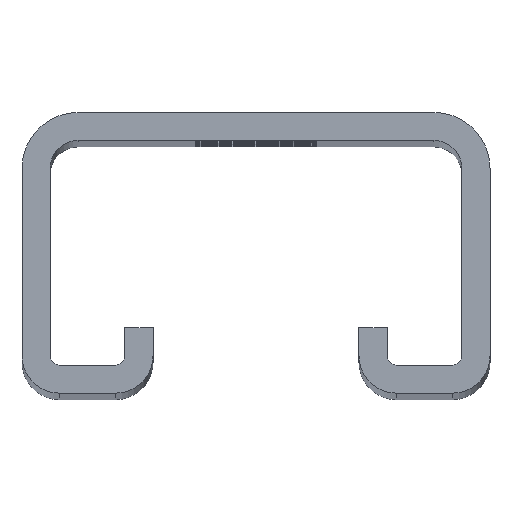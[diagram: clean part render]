
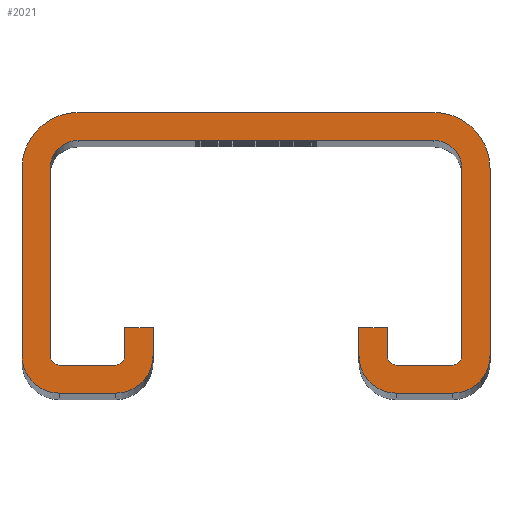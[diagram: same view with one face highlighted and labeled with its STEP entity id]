
A CAD part, top view. The second image highlights one B-rep face of the part: STEP entity #2021.
In plain terms, the highlighted planar face has unit normal (0, 0, 1).
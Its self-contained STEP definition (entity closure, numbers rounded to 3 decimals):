
#398=DIRECTION('',(0.,-1.,0.));
#399=VECTOR('',#398,3.);
#400=CARTESIAN_POINT('',(14.,-7.,98.5));
#401=LINE('',#400,#399);
#410=DIRECTION('',(1.,0.,0.));
#411=VECTOR('',#410,6.);
#412=CARTESIAN_POINT('',(15.,-11.,98.5));
#413=LINE('',#412,#411);
#422=DIRECTION('',(0.,1.,0.));
#423=VECTOR('',#422,20.);
#424=CARTESIAN_POINT('',(22.,-10.,98.5));
#425=LINE('',#424,#423);
#434=DIRECTION('',(-1.,0.,0.));
#435=VECTOR('',#434,38.);
#436=CARTESIAN_POINT('',(19.,13.,98.5));
#437=LINE('',#436,#435);
#670=DIRECTION('',(0.,-1.,0.));
#671=VECTOR('',#670,20.);
#672=CARTESIAN_POINT('',(-22.,10.,98.5));
#673=LINE('',#672,#671);
#682=DIRECTION('',(1.,0.,0.));
#683=VECTOR('',#682,6.);
#684=CARTESIAN_POINT('',(-21.,-11.,98.5));
#685=LINE('',#684,#683);
#698=DIRECTION('',(0.,1.,0.));
#699=VECTOR('',#698,3.);
#700=CARTESIAN_POINT('',(-14.,-10.,98.5));
#701=LINE('',#700,#699);
#714=DIRECTION('',(0.,1.,0.));
#715=VECTOR('',#714,3.);
#716=CARTESIAN_POINT('',(-11.,-10.,98.5));
#717=LINE('',#716,#715);
#718=CARTESIAN_POINT('',(-15.,-10.,98.5));
#719=DIRECTION('',(0.,0.,1.));
#720=DIRECTION('',(0.,-1.,0.));
#721=AXIS2_PLACEMENT_3D('',#718,#719,#720);
#723=DIRECTION('',(1.,0.,0.));
#724=VECTOR('',#723,6.);
#725=CARTESIAN_POINT('',(-21.,-14.,98.5));
#726=LINE('',#725,#724);
#727=CARTESIAN_POINT('',(-21.,-10.,98.5));
#728=DIRECTION('',(0.,0.,1.));
#729=DIRECTION('',(-1.,0.,0.));
#730=AXIS2_PLACEMENT_3D('',#727,#728,#729);
#732=DIRECTION('',(0.,-1.,0.));
#733=VECTOR('',#732,20.);
#734=CARTESIAN_POINT('',(-25.,10.,98.5));
#735=LINE('',#734,#733);
#736=CARTESIAN_POINT('',(-19.,10.,98.5));
#737=DIRECTION('',(0.,0.,1.));
#738=DIRECTION('',(0.,1.,0.));
#739=AXIS2_PLACEMENT_3D('',#736,#737,#738);
#741=DIRECTION('',(-1.,0.,0.));
#742=VECTOR('',#741,38.);
#743=CARTESIAN_POINT('',(19.,16.,98.5));
#744=LINE('',#743,#742);
#745=CARTESIAN_POINT('',(19.,10.,98.5));
#746=DIRECTION('',(0.,0.,1.));
#747=DIRECTION('',(1.,0.,0.));
#748=AXIS2_PLACEMENT_3D('',#745,#746,#747);
#750=DIRECTION('',(0.,1.,0.));
#751=VECTOR('',#750,20.);
#752=CARTESIAN_POINT('',(25.,-10.,98.5));
#753=LINE('',#752,#751);
#754=CARTESIAN_POINT('',(21.,-10.,98.5));
#755=DIRECTION('',(0.,0.,1.));
#756=DIRECTION('',(0.,-1.,0.));
#757=AXIS2_PLACEMENT_3D('',#754,#755,#756);
#759=DIRECTION('',(1.,0.,0.));
#760=VECTOR('',#759,6.);
#761=CARTESIAN_POINT('',(15.,-14.,98.5));
#762=LINE('',#761,#760);
#763=CARTESIAN_POINT('',(15.,-10.,98.5));
#764=DIRECTION('',(0.,0.,1.));
#765=DIRECTION('',(-1.,0.,0.));
#766=AXIS2_PLACEMENT_3D('',#763,#764,#765);
#768=DIRECTION('',(0.,-1.,0.));
#769=VECTOR('',#768,3.);
#770=CARTESIAN_POINT('',(11.,-7.,98.5));
#771=LINE('',#770,#769);
#772=DIRECTION('',(-1.,0.,0.));
#773=VECTOR('',#772,3.);
#774=CARTESIAN_POINT('',(14.,-7.,98.5));
#775=LINE('',#774,#773);
#776=CARTESIAN_POINT('',(15.,-10.,98.5));
#777=DIRECTION('',(0.,0.,-1.));
#778=DIRECTION('',(0.,-1.,0.));
#779=AXIS2_PLACEMENT_3D('',#776,#777,#778);
#781=CARTESIAN_POINT('',(21.,-10.,98.5));
#782=DIRECTION('',(0.,0.,-1.));
#783=DIRECTION('',(1.,0.,0.));
#784=AXIS2_PLACEMENT_3D('',#781,#782,#783);
#786=CARTESIAN_POINT('',(19.,10.,98.5));
#787=DIRECTION('',(0.,0.,-1.));
#788=DIRECTION('',(0.,1.,0.));
#789=AXIS2_PLACEMENT_3D('',#786,#787,#788);
#791=CARTESIAN_POINT('',(-19.,10.,98.5));
#792=DIRECTION('',(0.,0.,-1.));
#793=DIRECTION('',(-1.,0.,0.));
#794=AXIS2_PLACEMENT_3D('',#791,#792,#793);
#796=CARTESIAN_POINT('',(-21.,-10.,98.5));
#797=DIRECTION('',(0.,0.,-1.));
#798=DIRECTION('',(0.,-1.,0.));
#799=AXIS2_PLACEMENT_3D('',#796,#797,#798);
#801=CARTESIAN_POINT('',(-15.,-10.,98.5));
#802=DIRECTION('',(0.,0.,-1.));
#803=DIRECTION('',(1.,0.,0.));
#804=AXIS2_PLACEMENT_3D('',#801,#802,#803);
#806=DIRECTION('',(-1.,0.,0.));
#807=VECTOR('',#806,3.);
#808=CARTESIAN_POINT('',(-11.,-7.,98.5));
#809=LINE('',#808,#807);
#1058=CARTESIAN_POINT('',(-15.,-14.,98.5));
#1059=CARTESIAN_POINT('',(-11.,-10.,98.5));
#1060=VERTEX_POINT('',#1058);
#1061=VERTEX_POINT('',#1059);
#1062=CARTESIAN_POINT('',(-21.,-14.,98.5));
#1063=VERTEX_POINT('',#1062);
#1064=CARTESIAN_POINT('',(-25.,-10.,98.5));
#1065=VERTEX_POINT('',#1064);
#1066=CARTESIAN_POINT('',(-25.,10.,98.5));
#1067=VERTEX_POINT('',#1066);
#1068=CARTESIAN_POINT('',(-19.,16.,98.5));
#1069=VERTEX_POINT('',#1068);
#1070=CARTESIAN_POINT('',(19.,16.,98.5));
#1071=VERTEX_POINT('',#1070);
#1072=CARTESIAN_POINT('',(25.,10.,98.5));
#1073=VERTEX_POINT('',#1072);
#1074=CARTESIAN_POINT('',(25.,-10.,98.5));
#1075=VERTEX_POINT('',#1074);
#1076=CARTESIAN_POINT('',(21.,-14.,98.5));
#1077=VERTEX_POINT('',#1076);
#1078=CARTESIAN_POINT('',(15.,-14.,98.5));
#1079=VERTEX_POINT('',#1078);
#1080=CARTESIAN_POINT('',(11.,-10.,98.5));
#1081=VERTEX_POINT('',#1080);
#1082=CARTESIAN_POINT('',(11.,-7.,98.5));
#1083=VERTEX_POINT('',#1082);
#1084=CARTESIAN_POINT('',(14.,-7.,98.5));
#1085=VERTEX_POINT('',#1084);
#1086=CARTESIAN_POINT('',(14.,-10.,98.5));
#1087=VERTEX_POINT('',#1086);
#1088=CARTESIAN_POINT('',(15.,-11.,98.5));
#1089=VERTEX_POINT('',#1088);
#1090=CARTESIAN_POINT('',(21.,-11.,98.5));
#1091=VERTEX_POINT('',#1090);
#1092=CARTESIAN_POINT('',(22.,-10.,98.5));
#1093=VERTEX_POINT('',#1092);
#1094=CARTESIAN_POINT('',(22.,10.,98.5));
#1095=VERTEX_POINT('',#1094);
#1096=CARTESIAN_POINT('',(19.,13.,98.5));
#1097=VERTEX_POINT('',#1096);
#1098=CARTESIAN_POINT('',(-19.,13.,98.5));
#1099=VERTEX_POINT('',#1098);
#1100=CARTESIAN_POINT('',(-22.,10.,98.5));
#1101=VERTEX_POINT('',#1100);
#1102=CARTESIAN_POINT('',(-22.,-10.,98.5));
#1103=VERTEX_POINT('',#1102);
#1104=CARTESIAN_POINT('',(-21.,-11.,98.5));
#1105=VERTEX_POINT('',#1104);
#1106=CARTESIAN_POINT('',(-15.,-11.,98.5));
#1107=VERTEX_POINT('',#1106);
#1108=CARTESIAN_POINT('',(-14.,-10.,98.5));
#1109=VERTEX_POINT('',#1108);
#1110=CARTESIAN_POINT('',(-14.,-7.,98.5));
#1111=VERTEX_POINT('',#1110);
#1112=CARTESIAN_POINT('',(-11.,-7.,98.5));
#1113=VERTEX_POINT('',#1112);
#1986=CARTESIAN_POINT('',(23.022,6.619,98.5));
#1987=DIRECTION('',(0.,0.,-1.));
#1988=DIRECTION('',(-1.,0.,0.));
#1989=AXIS2_PLACEMENT_3D('',#1986,#1987,#1988);
#1990=PLANE('',#1989);
#1991=ORIENTED_EDGE('',*,*,#1980,.F.);
#1992=ORIENTED_EDGE('',*,*,#1378,.F.);
#1993=ORIENTED_EDGE('',*,*,#1393,.F.);
#1994=ORIENTED_EDGE('',*,*,#1407,.F.);
#1995=ORIENTED_EDGE('',*,*,#1421,.F.);
#1996=ORIENTED_EDGE('',*,*,#1435,.F.);
#1997=ORIENTED_EDGE('',*,*,#1449,.F.);
#1998=ORIENTED_EDGE('',*,*,#1575,.F.);
#1999=ORIENTED_EDGE('',*,*,#1589,.F.);
#2000=ORIENTED_EDGE('',*,*,#1603,.F.);
#2001=ORIENTED_EDGE('',*,*,#1617,.F.);
#2002=ORIENTED_EDGE('',*,*,#1631,.F.);
#2003=ORIENTED_EDGE('',*,*,#1645,.F.);
#2004=ORIENTED_EDGE('',*,*,#1659,.F.);
#2005=ORIENTED_EDGE('',*,*,#1673,.T.);
#2006=ORIENTED_EDGE('',*,*,#1687,.F.);
#2007=ORIENTED_EDGE('',*,*,#1701,.T.);
#2008=ORIENTED_EDGE('',*,*,#1715,.F.);
#2009=ORIENTED_EDGE('',*,*,#1729,.T.);
#2010=ORIENTED_EDGE('',*,*,#1743,.F.);
#2011=ORIENTED_EDGE('',*,*,#1757,.T.);
#2012=ORIENTED_EDGE('',*,*,#1883,.F.);
#2013=ORIENTED_EDGE('',*,*,#1897,.T.);
#2014=ORIENTED_EDGE('',*,*,#1911,.F.);
#2015=ORIENTED_EDGE('',*,*,#1925,.T.);
#2016=ORIENTED_EDGE('',*,*,#1939,.F.);
#2017=ORIENTED_EDGE('',*,*,#1953,.T.);
#2018=ORIENTED_EDGE('',*,*,#1967,.F.);
#2019=EDGE_LOOP('',(#1991,#1992,#1993,#1994,#1995,#1996,#1997,#1998,#1999,#2000,
#2001,#2002,#2003,#2004,#2005,#2006,#2007,#2008,#2009,#2010,#2011,#2012,#2013,
#2014,#2015,#2016,#2017,#2018));
#2020=FACE_OUTER_BOUND('',#2019,.F.);
#2021=ADVANCED_FACE('',(#2020),#1990,.F.);
#722=CIRCLE('',#721,4.);
#731=CIRCLE('',#730,4.);
#740=CIRCLE('',#739,6.);
#749=CIRCLE('',#748,6.);
#758=CIRCLE('',#757,4.);
#767=CIRCLE('',#766,4.);
#780=CIRCLE('',#779,1.);
#785=CIRCLE('',#784,1.);
#790=CIRCLE('',#789,3.);
#795=CIRCLE('',#794,3.);
#800=CIRCLE('',#799,1.);
#805=CIRCLE('',#804,1.);
#1378=EDGE_CURVE('',#1060,#1061,#722,.T.);
#1393=EDGE_CURVE('',#1063,#1060,#726,.T.);
#1407=EDGE_CURVE('',#1065,#1063,#731,.T.);
#1421=EDGE_CURVE('',#1067,#1065,#735,.T.);
#1435=EDGE_CURVE('',#1069,#1067,#740,.T.);
#1449=EDGE_CURVE('',#1071,#1069,#744,.T.);
#1575=EDGE_CURVE('',#1073,#1071,#749,.T.);
#1589=EDGE_CURVE('',#1075,#1073,#753,.T.);
#1603=EDGE_CURVE('',#1077,#1075,#758,.T.);
#1617=EDGE_CURVE('',#1079,#1077,#762,.T.);
#1631=EDGE_CURVE('',#1081,#1079,#767,.T.);
#1645=EDGE_CURVE('',#1083,#1081,#771,.T.);
#1659=EDGE_CURVE('',#1085,#1083,#775,.T.);
#1673=EDGE_CURVE('',#1085,#1087,#401,.T.);
#1687=EDGE_CURVE('',#1089,#1087,#780,.T.);
#1701=EDGE_CURVE('',#1089,#1091,#413,.T.);
#1715=EDGE_CURVE('',#1093,#1091,#785,.T.);
#1729=EDGE_CURVE('',#1093,#1095,#425,.T.);
#1743=EDGE_CURVE('',#1097,#1095,#790,.T.);
#1757=EDGE_CURVE('',#1097,#1099,#437,.T.);
#1883=EDGE_CURVE('',#1101,#1099,#795,.T.);
#1897=EDGE_CURVE('',#1101,#1103,#673,.T.);
#1911=EDGE_CURVE('',#1105,#1103,#800,.T.);
#1925=EDGE_CURVE('',#1105,#1107,#685,.T.);
#1939=EDGE_CURVE('',#1109,#1107,#805,.T.);
#1953=EDGE_CURVE('',#1109,#1111,#701,.T.);
#1967=EDGE_CURVE('',#1113,#1111,#809,.T.);
#1980=EDGE_CURVE('',#1061,#1113,#717,.T.);
